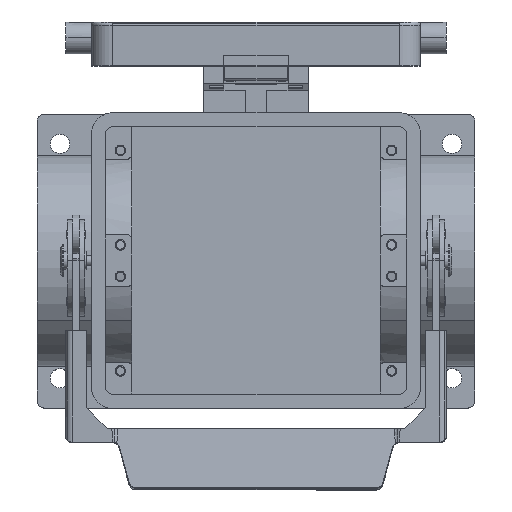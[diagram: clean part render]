
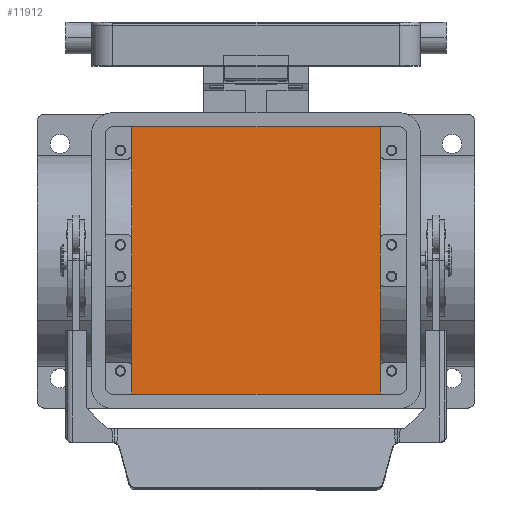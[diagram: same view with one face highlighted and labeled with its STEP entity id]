
A CAD part, top view. The second image highlights one B-rep face of the part: STEP entity #11912.
In plain terms, the highlighted planar face has unit normal (0, 0, 1).
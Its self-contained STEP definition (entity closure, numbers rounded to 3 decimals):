
#10319=CARTESIAN_POINT('',(-35.5,-39.0,-51.));
#10320=VERTEX_POINT('',#10319);
#10353=CARTESIAN_POINT('',(35.5,-39.0,-51.));
#10354=VERTEX_POINT('',#10353);
#10361=CARTESIAN_POINT('',(-35.5,-39.0,-51.));
#10362=DIRECTION('',(1.0,0.0,0.0));
#10363=VECTOR('',#10362,71.);
#10364=LINE('',#10361,#10363);
#10365=EDGE_CURVE('',#10320,#10354,#10364,.T.);
#10400=CARTESIAN_POINT('',(35.5,39.0,-51.));
#10401=VERTEX_POINT('',#10400);
#10434=CARTESIAN_POINT('',(-35.5,39.,-51.));
#10435=VERTEX_POINT('',#10434);
#10442=CARTESIAN_POINT('',(35.5,39.0,-51.));
#10443=DIRECTION('',(-1.0,0.0,0.0));
#10444=VECTOR('',#10443,71.);
#10445=LINE('',#10442,#10444);
#10446=EDGE_CURVE('',#10401,#10435,#10445,.T.);
#10631=CARTESIAN_POINT('',(35.5,-39.0,-51.));
#10632=DIRECTION('',(0.0,1.0,0.0));
#10633=VECTOR('',#10632,78.0);
#10634=LINE('',#10631,#10633);
#10635=EDGE_CURVE('',#10354,#10401,#10634,.T.);
#11896=CARTESIAN_POINT('',(0.0,0.,-51.));
#11897=DIRECTION('',(0.0,0.0,1.0));
#11898=DIRECTION('',(1.0,0.0,0.0));
#11899=AXIS2_PLACEMENT_3D('',#11896,#11897,#11898);
#11900=PLANE('',#11899);
#11901=CARTESIAN_POINT('',(-35.5,39.,-51.));
#11902=DIRECTION('',(0.0,-1.0,0.0));
#11903=VECTOR('',#11902,78.0);
#11904=LINE('',#11901,#11903);
#11905=EDGE_CURVE('',#10435,#10320,#11904,.T.);
#11906=ORIENTED_EDGE('',*,*,#11905,.T.);
#11907=ORIENTED_EDGE('',*,*,#10365,.T.);
#11908=ORIENTED_EDGE('',*,*,#10635,.T.);
#11909=ORIENTED_EDGE('',*,*,#10446,.T.);
#11910=EDGE_LOOP('',(#11906,#11907,#11908,#11909));
#11911=FACE_OUTER_BOUND('',#11910,.T.);
#11912=ADVANCED_FACE('',(#11911),#11900,.T.);
